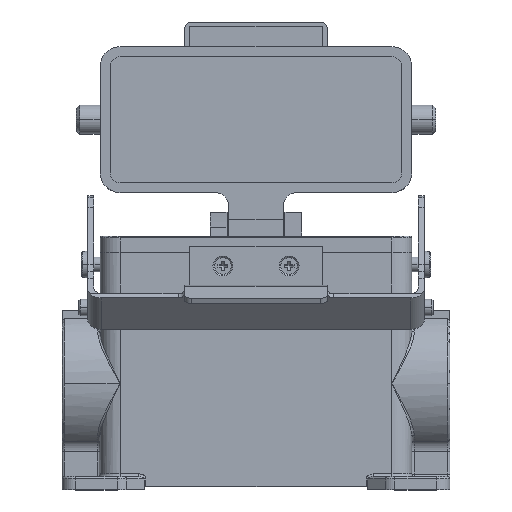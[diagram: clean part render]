
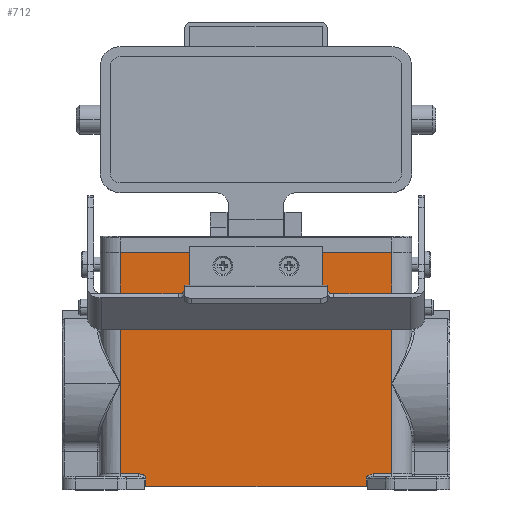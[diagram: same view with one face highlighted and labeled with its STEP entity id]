
A CAD part, top view. The second image highlights one B-rep face of the part: STEP entity #712.
In plain terms, the highlighted planar face has unit normal (0, 0, 1).
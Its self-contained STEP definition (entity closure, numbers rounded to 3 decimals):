
#61 = ORIENTED_EDGE ( 'NONE', *, *, #7736, .F. ) ;
#149 = CARTESIAN_POINT ( 'NONE',  ( -41., 30.975, 22. ) ) ;
#597 = DIRECTION ( 'NONE',  ( 0., -1., 0. ) ) ;
#712 = ADVANCED_FACE ( 'NONE', ( #17960 ), #6441, .F. ) ;
#866 = LINE ( 'NONE', #2890, #5096 ) ;
#1081 = ORIENTED_EDGE ( 'NONE', *, *, #17484, .F. ) ;
#1546 = DIRECTION ( 'NONE',  ( 0., -1., 0. ) ) ;
#1891 = ORIENTED_EDGE ( 'NONE', *, *, #2883, .F. ) ;
#2172 = VERTEX_POINT ( 'NONE', #5588 ) ;
#2445 = EDGE_CURVE ( 'NONE', #9865, #2172, #9274, .T. ) ;
#2669 = CARTESIAN_POINT ( 'NONE',  ( -34.093, 3.75, 22. ) ) ;
#2812 = ORIENTED_EDGE ( 'NONE', *, *, #20498, .T. ) ;
#2813 = ORIENTED_EDGE ( 'NONE', *, *, #2445, .T. ) ;
#2883 = EDGE_CURVE ( 'NONE', #4610, #3813, #12713, .T. ) ;
#2890 = CARTESIAN_POINT ( 'NONE',  ( -41., 70.5, 22. ) ) ;
#2914 = VERTEX_POINT ( 'NONE', #17532 ) ;
#3025 = CARTESIAN_POINT ( 'NONE',  ( 33.198, 3.129, 22. ) ) ;
#3064 = VECTOR ( 'NONE', #9329, 1000. ) ;
#3146 = ORIENTED_EDGE ( 'NONE', *, *, #19986, .F. ) ;
#3468 = EDGE_CURVE ( 'NONE', #3554, #2914, #16724, .T. ) ;
#3554 = VERTEX_POINT ( 'NONE', #10226 ) ;
#3813 = VERTEX_POINT ( 'NONE', #5626 ) ;
#3865 = CARTESIAN_POINT ( 'NONE',  ( 33.198, 3., 22. ) ) ;
#4401 = VECTOR ( 'NONE', #13666, 1000. ) ;
#4483 = EDGE_CURVE ( 'NONE', #6289, #3813, #11654, .T. ) ;
#4610 = VERTEX_POINT ( 'NONE', #13897 ) ;
#4729 = CARTESIAN_POINT ( 'NONE',  ( 33.198, 0., 22. ) ) ;
#4731 = CARTESIAN_POINT ( 'NONE',  ( -41., 70.5, 22. ) ) ;
#4912 = LINE ( 'NONE', #19957, #4401 ) ;
#4927 = CARTESIAN_POINT ( 'NONE',  ( 41., 70.5, 22. ) ) ;
#5096 = VECTOR ( 'NONE', #6117, 1000. ) ;
#5097 = EDGE_CURVE ( 'NONE', #17664, #9865, #17651, .T. ) ;
#5143 = ORIENTED_EDGE ( 'NONE', *, *, #20325, .T. ) ;
#5586 = EDGE_CURVE ( 'NONE', #4610, #20019, #14387, .T. ) ;
#5588 = CARTESIAN_POINT ( 'NONE',  ( -41., 3.75, 22. ) ) ;
#5626 = CARTESIAN_POINT ( 'NONE',  ( 33.198, 2.25, 22. ) ) ;
#5634 = ORIENTED_EDGE ( 'NONE', *, *, #5097, .T. ) ;
#5917 = VECTOR ( 'NONE', #12525, 1000. ) ;
#6117 = DIRECTION ( 'NONE',  ( 1., 0., 0. ) ) ;
#6162 = DIRECTION ( 'NONE',  ( 1., 0., 0. ) ) ;
#6289 = VERTEX_POINT ( 'NONE', #4729 ) ;
#6404 = AXIS2_PLACEMENT_3D ( 'NONE', #9545, #17571, #8024 ) ;
#6441 = PLANE ( 'NONE',  #6404 ) ;
#7401 = CARTESIAN_POINT ( 'NONE',  ( -33.198, 3.129, 22. ) ) ;
#7436 = VECTOR ( 'NONE', #8732, 1000. ) ;
#7736 = EDGE_CURVE ( 'NONE', #17664, #13806, #866, .T. ) ;
#7845 = CARTESIAN_POINT ( 'NONE',  ( 35.36, 3.75, 22. ) ) ;
#8024 = DIRECTION ( 'NONE',  ( -1., 0., 0. ) ) ;
#8264 = EDGE_CURVE ( 'NONE', #13806, #14773, #18997, .T. ) ;
#8732 = DIRECTION ( 'NONE',  ( 0., 1., 0. ) ) ;
#8865 = VECTOR ( 'NONE', #6162, 1000. ) ;
#9274 = LINE ( 'NONE', #4731, #13016 ) ;
#9290 = CARTESIAN_POINT ( 'NONE',  ( 34.093, 3.75, 22. ) ) ;
#9329 = DIRECTION ( 'NONE',  ( 0., -1., 0. ) ) ;
#9545 = CARTESIAN_POINT ( 'NONE',  ( -41., 70.5, 22. ) ) ;
#9865 = VERTEX_POINT ( 'NONE', #149 ) ;
#10226 = CARTESIAN_POINT ( 'NONE',  ( -33.198, 2.25, 22. ) ) ;
#10710 = VECTOR ( 'NONE', #19888, 1000. ) ;
#10906 = CARTESIAN_POINT ( 'NONE',  ( 41., 3.75, 22. ) ) ;
#11010 = DIRECTION ( 'NONE',  ( 0., -1., 0. ) ) ;
#11618 = CARTESIAN_POINT ( 'NONE',  ( -33.198, 70.5, 22. ) ) ;
#11650 = CARTESIAN_POINT ( 'NONE',  ( -35.36, 3.75, 22. ) ) ;
#11654 = LINE ( 'NONE', #3865, #7436 ) ;
#11981 = CARTESIAN_POINT ( 'NONE',  ( 41., 70.5, 22. ) ) ;
#12525 = DIRECTION ( 'NONE',  ( 1., 0., 0. ) ) ;
#12713 =( BOUNDED_CURVE ( )  B_SPLINE_CURVE ( 3, ( #7845, #9290, #3025, #18963 ),
 .UNSPECIFIED., .F., .F. ) 
 B_SPLINE_CURVE_WITH_KNOTS ( ( 4, 4 ),
 ( 1.571, 3.142 ),
 .UNSPECIFIED. ) 
 CURVE ( )  GEOMETRIC_REPRESENTATION_ITEM ( )  RATIONAL_B_SPLINE_CURVE ( ( 1., 0.805, 0.805, 1. ) ) 
 REPRESENTATION_ITEM ( '' )  );
#12944 = VERTEX_POINT ( 'NONE', #11650 ) ;
#13016 = VECTOR ( 'NONE', #1546, 1000. ) ;
#13398 = VECTOR ( 'NONE', #11010, 1000. ) ;
#13666 = DIRECTION ( 'NONE',  ( 1., 0., 0. ) ) ;
#13806 = VERTEX_POINT ( 'NONE', #4927 ) ;
#13808 = CARTESIAN_POINT ( 'NONE',  ( -35.36, 3.75, 22. ) ) ;
#13897 = CARTESIAN_POINT ( 'NONE',  ( 35.36, 3.75, 22. ) ) ;
#14189 = ORIENTED_EDGE ( 'NONE', *, *, #5586, .T. ) ;
#14387 = LINE ( 'NONE', #10906, #5917 ) ;
#14526 = CARTESIAN_POINT ( 'NONE',  ( -41., 70.5, 22. ) ) ;
#14773 = VERTEX_POINT ( 'NONE', #18582 ) ;
#14974 = LINE ( 'NONE', #11981, #10710 ) ;
#15375 =( BOUNDED_CURVE ( )  B_SPLINE_CURVE ( 3, ( #18523, #7401, #2669, #13808 ),
 .UNSPECIFIED., .F., .T. ) 
 B_SPLINE_CURVE_WITH_KNOTS ( ( 4, 4 ),
 ( 0., 1.571 ),
 .UNSPECIFIED. ) 
 CURVE ( )  GEOMETRIC_REPRESENTATION_ITEM ( )  RATIONAL_B_SPLINE_CURVE ( ( 1., 0.805, 0.805, 1. ) ) 
 REPRESENTATION_ITEM ( '' )  );
#15629 = EDGE_LOOP ( 'NONE', ( #5143, #16269, #1891, #14189, #1081, #19815, #61, #5634, #2813, #2812, #3146, #17686 ) ) ;
#15678 = CARTESIAN_POINT ( 'NONE',  ( -33.5, 3.75, 22. ) ) ;
#16269 = ORIENTED_EDGE ( 'NONE', *, *, #4483, .T. ) ;
#16724 = LINE ( 'NONE', #11618, #19415 ) ;
#16851 = LINE ( 'NONE', #15678, #8865 ) ;
#17385 = CARTESIAN_POINT ( 'NONE',  ( -41., 70.5, 22. ) ) ;
#17484 = EDGE_CURVE ( 'NONE', #14773, #20019, #14974, .T. ) ;
#17532 = CARTESIAN_POINT ( 'NONE',  ( -33.198, 0., 22. ) ) ;
#17571 = DIRECTION ( 'NONE',  ( 0., 0., -1. ) ) ;
#17651 = LINE ( 'NONE', #17385, #13398 ) ;
#17664 = VERTEX_POINT ( 'NONE', #14526 ) ;
#17686 = ORIENTED_EDGE ( 'NONE', *, *, #3468, .T. ) ;
#17960 = FACE_OUTER_BOUND ( 'NONE', #15629, .T. ) ;
#18523 = CARTESIAN_POINT ( 'NONE',  ( -33.198, 2.25, 22. ) ) ;
#18582 = CARTESIAN_POINT ( 'NONE',  ( 41., 30.975, 22. ) ) ;
#18800 = CARTESIAN_POINT ( 'NONE',  ( 41., 70.5, 22. ) ) ;
#18963 = CARTESIAN_POINT ( 'NONE',  ( 33.198, 2.25, 22. ) ) ;
#18997 = LINE ( 'NONE', #18800, #3064 ) ;
#19415 = VECTOR ( 'NONE', #597, 1000. ) ;
#19815 = ORIENTED_EDGE ( 'NONE', *, *, #8264, .F. ) ;
#19888 = DIRECTION ( 'NONE',  ( 0., -1., 0. ) ) ;
#19957 = CARTESIAN_POINT ( 'NONE',  ( -41., 0., 22. ) ) ;
#19986 = EDGE_CURVE ( 'NONE', #3554, #12944, #15375, .T. ) ;
#20019 = VERTEX_POINT ( 'NONE', #20145 ) ;
#20145 = CARTESIAN_POINT ( 'NONE',  ( 41., 3.75, 22. ) ) ;
#20325 = EDGE_CURVE ( 'NONE', #2914, #6289, #4912, .T. ) ;
#20498 = EDGE_CURVE ( 'NONE', #2172, #12944, #16851, .T. ) ;
